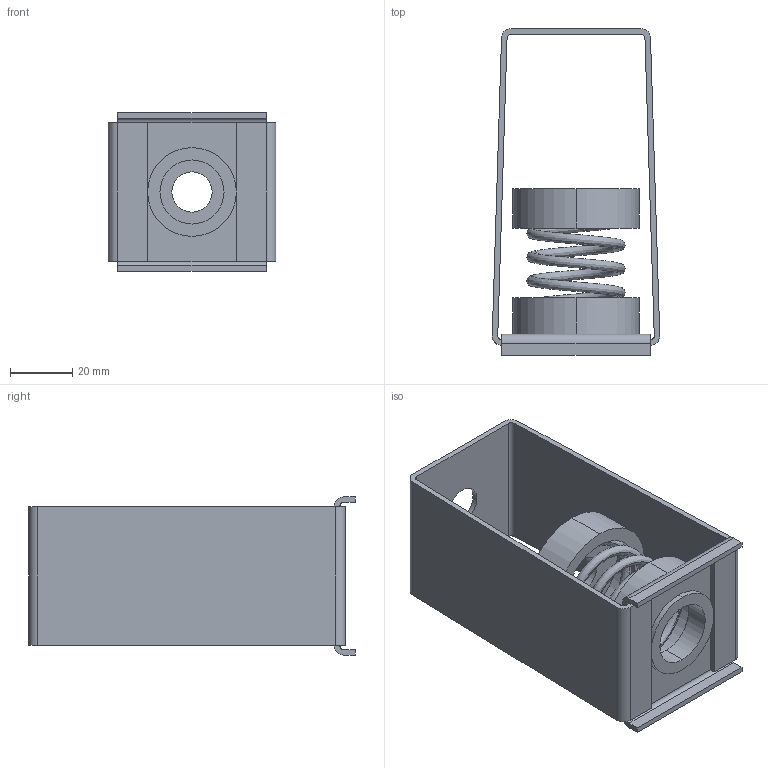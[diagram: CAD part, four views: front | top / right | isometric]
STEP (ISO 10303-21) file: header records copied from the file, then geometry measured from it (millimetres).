
FILE_DESCRIPTION (( 'STEP AP203' ), '1' );
FILE_NAME ('HA-S.STEP', '2024-05-13T13:48:29', ( '' ), ( '' ), 'SwSTEP 2.0', 'SolidWorks 2016', '' );
FILE_SCHEMA (( 'CONFIG_CONTROL_DESIGN' ));
Length unit declared in the file: inch
Products named in the file (1): HA-S
Bounding box: 53.78 x 104.78 x 50.8 mm (x, y, z)
Volume: 46169.4 mm3; surface area: 40109.3 mm2
Topology: 1 solids, 1 shells, 64 faces, 170 edges, 112 vertices
Faces by surface type: plane 32, cylinder 30, bspline 2
Entity records: 4445 total; most frequent: CARTESIAN_POINT 2713, DIRECTION 354, ORIENTED_EDGE 340, EDGE_CURVE 170, AXIS2_PLACEMENT_3D 127, VERTEX_POINT 112, LINE 100, VECTOR 100
